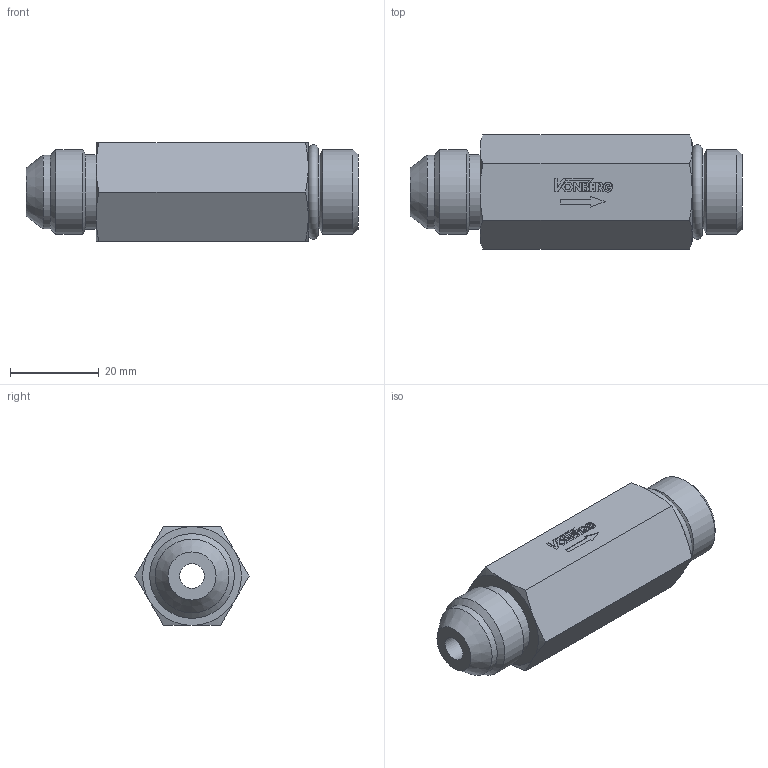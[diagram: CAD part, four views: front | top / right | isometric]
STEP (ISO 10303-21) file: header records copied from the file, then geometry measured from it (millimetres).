
FILE_DESCRIPTION((''),'2;1');
FILE_NAME('40310-608.stp','2015-01-19T10:59:07',('jml'),(''),'Autodesk Inventor 2010','Autodesk Inventor 2010','');
FILE_SCHEMA(('AUTOMOTIVE_DESIGN { 1 0 10303 214 1 1 1 1 }'));
Length unit declared in the file: inch
Products named in the file (3): 40310-608; 220034; 908 O-RING
Assembly tree (2 placements, depth 2):
  40310-608
    220034
    908 O-RING
Bounding box: 74.68 x 25.66 x 22.23 mm (x, y, z)
Volume: 25426.5 mm3; surface area: 7718.4 mm2
Topology: 2 solids, 2 shells, 133 faces, 326 edges, 211 vertices
Faces by surface type: plane 94, cylinder 20, cone 17, bspline 1, torus 1
Full cylindrical faces by diameter (mm): 1.218 x1, 16.612 x1, 16.764 x1, 16.815 x1, 19.05 x2
Entity records: 3993 total; most frequent: CARTESIAN_POINT 726, ORIENTED_EDGE 626, DIRECTION 622, EDGE_CURVE 313, VECTOR 230, LINE 230, VERTEX_POINT 210, AXIS2_PLACEMENT_3D 196
